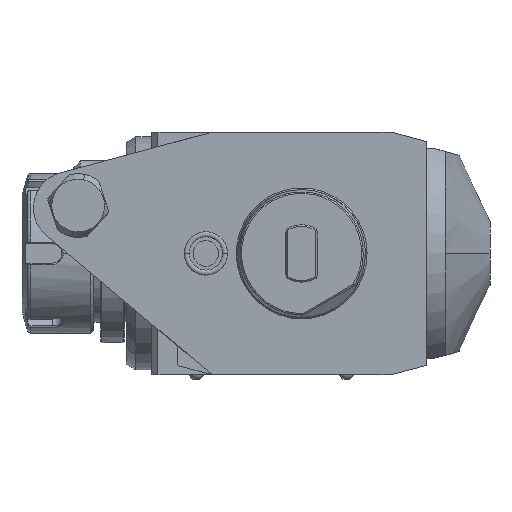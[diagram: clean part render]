
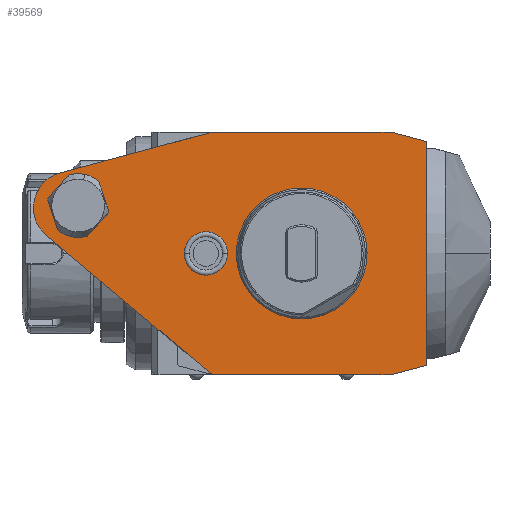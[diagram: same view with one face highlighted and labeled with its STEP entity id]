
A CAD part, front view. The second image highlights one B-rep face of the part: STEP entity #39569.
In plain terms, the highlighted planar face has unit normal (0, -1, 0).
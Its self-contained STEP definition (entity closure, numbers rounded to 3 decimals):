
#1=DIRECTION('',(-0.966,0.,-0.259));
#2=VECTOR('',#1,49.264);
#3=CARTESIAN_POINT('',(-28.,0.,38.));
#4=LINE('',#3,#2);
#5=DIRECTION('',(-1.,0.,0.));
#6=VECTOR('',#5,56.);
#7=CARTESIAN_POINT('',(28.,0.,38.));
#8=LINE('',#7,#6);
#9=DIRECTION('',(-0.966,0.,0.259));
#10=VECTOR('',#9,11.388);
#11=CARTESIAN_POINT('',(39.,0.,35.053));
#12=LINE('',#11,#10);
#13=DIRECTION('',(0.,0.,1.));
#14=VECTOR('',#13,70.105);
#15=CARTESIAN_POINT('',(39.,0.,-35.053));
#16=LINE('',#15,#14);
#17=DIRECTION('',(0.966,0.,0.259));
#18=VECTOR('',#17,11.388);
#19=CARTESIAN_POINT('',(28.,0.,-38.));
#20=LINE('',#19,#18);
#21=DIRECTION('',(1.,0.,0.));
#22=VECTOR('',#21,56.);
#23=CARTESIAN_POINT('',(-28.,0.,-38.));
#24=LINE('',#23,#22);
#25=DIRECTION('',(0.766,0.,-0.643));
#26=VECTOR('',#25,67.809);
#27=CARTESIAN_POINT('',(-79.945,0.,5.587));
#28=LINE('',#27,#26);
#29=CARTESIAN_POINT('',(-72.647,0.,14.283));
#30=DIRECTION('',(0.,-1.,0.));
#31=DIRECTION('',(-0.259,0.,0.966));
#32=AXIS2_PLACEMENT_3D('',#29,#30,#31);
#34=CARTESIAN_POINT('',(-30.,0.,0.));
#35=DIRECTION('',(0.,1.,0.));
#36=DIRECTION('',(-1.,0.,0.));
#37=AXIS2_PLACEMENT_3D('',#34,#35,#36);
#39=CARTESIAN_POINT('',(-30.,0.,0.));
#40=DIRECTION('',(0.,1.,0.));
#41=DIRECTION('',(1.,0.,0.));
#42=AXIS2_PLACEMENT_3D('',#39,#40,#41);
#29117=CARTESIAN_POINT('',(-70.,0.,15.));
#29118=DIRECTION('',(0.,-1.,0.));
#29119=DIRECTION('',(0.647,0.,0.763));
#29120=AXIS2_PLACEMENT_3D('',#29117,#29118,#29119);
#29140=DIRECTION('',(0.307,0.,-0.952));
#29141=VECTOR('',#29140,10.175);
#29142=CARTESIAN_POINT('',(-63.531,0.,22.626));
#29143=LINE('',#29142,#29141);
#29144=DIRECTION('',(-0.67,0.,-0.742));
#29145=VECTOR('',#29144,10.175);
#29146=CARTESIAN_POINT('',(-60.403,0.,12.943));
#29147=LINE('',#29146,#29145);
#29152=CARTESIAN_POINT('',(-70.,0.,15.));
#29153=DIRECTION('',(0.,-1.,0.));
#29154=DIRECTION('',(-0.647,0.,-0.763));
#29155=AXIS2_PLACEMENT_3D('',#29152,#29153,#29154);
#29175=DIRECTION('',(-0.307,0.,0.952));
#29176=VECTOR('',#29175,10.175);
#29177=CARTESIAN_POINT('',(-76.469,0.,7.374));
#29178=LINE('',#29177,#29176);
#29179=DIRECTION('',(0.67,0.,0.742));
#29180=VECTOR('',#29179,10.175);
#29181=CARTESIAN_POINT('',(-79.597,0.,17.057));
#29182=LINE('',#29181,#29180);
#29365=CARTESIAN_POINT('',(0.,0.,0.));
#29366=DIRECTION('',(0.,1.,0.));
#29367=DIRECTION('',(1.,0.,0.));
#29368=AXIS2_PLACEMENT_3D('',#29365,#29366,#29367);
#29370=CARTESIAN_POINT('',(0.,0.,0.));
#29371=DIRECTION('',(0.,1.,0.));
#29372=DIRECTION('',(-1.,0.,0.));
#29373=AXIS2_PLACEMENT_3D('',#29370,#29371,#29372);
#30905=CARTESIAN_POINT('',(-36.8,0.,0.));
#30906=CARTESIAN_POINT('',(-23.2,0.,0.));
#30907=VERTEX_POINT('',#30905);
#30908=VERTEX_POINT('',#30906);
#39345=CARTESIAN_POINT('',(-28.,0.,-38.));
#39346=CARTESIAN_POINT('',(28.,0.,-38.));
#39347=VERTEX_POINT('',#39345);
#39348=VERTEX_POINT('',#39346);
#39349=CARTESIAN_POINT('',(39.,0.,-35.053));
#39350=VERTEX_POINT('',#39349);
#39351=CARTESIAN_POINT('',(39.,0.,35.053));
#39352=VERTEX_POINT('',#39351);
#39353=CARTESIAN_POINT('',(28.,0.,38.));
#39354=VERTEX_POINT('',#39353);
#39355=CARTESIAN_POINT('',(-28.,0.,38.));
#39356=VERTEX_POINT('',#39355);
#39357=CARTESIAN_POINT('',(-75.585,0.,25.25));
#39358=VERTEX_POINT('',#39357);
#39359=CARTESIAN_POINT('',(-79.945,0.,
5.587));
#39360=VERTEX_POINT('',#39359);
#39389=CARTESIAN_POINT('',(19.853,0.,0.));
#39390=CARTESIAN_POINT('',(-19.853,0.,0.));
#39391=VERTEX_POINT('',#39389);
#39392=VERTEX_POINT('',#39390);
#39401=CARTESIAN_POINT('',(-63.531,0.,22.626));
#39402=CARTESIAN_POINT('',(-72.776,0.,24.607));
#39403=VERTEX_POINT('',#39401);
#39404=VERTEX_POINT('',#39402);
#39405=CARTESIAN_POINT('',(-76.469,0.,7.374));
#39406=CARTESIAN_POINT('',(-67.224,0.,5.393));
#39407=VERTEX_POINT('',#39405);
#39408=VERTEX_POINT('',#39406);
#39409=CARTESIAN_POINT('',(-79.597,0.,17.057));
#39410=VERTEX_POINT('',#39409);
#39411=CARTESIAN_POINT('',(-60.403,0.,12.943));
#39412=VERTEX_POINT('',#39411);
#39520=CARTESIAN_POINT('',(0.,0.,0.));
#39521=DIRECTION('',(0.,-1.,0.));
#39522=DIRECTION('',(-1.,0.,0.));
#39523=AXIS2_PLACEMENT_3D('',#39520,#39521,#39522);
#39524=PLANE('',#39523);
#39526=ORIENTED_EDGE('',*,*,#39525,.F.);
#39528=ORIENTED_EDGE('',*,*,#39527,.F.);
#39530=ORIENTED_EDGE('',*,*,#39529,.F.);
#39532=ORIENTED_EDGE('',*,*,#39531,.F.);
#39534=ORIENTED_EDGE('',*,*,#39533,.F.);
#39536=ORIENTED_EDGE('',*,*,#39535,.F.);
#39538=ORIENTED_EDGE('',*,*,#39537,.F.);
#39540=ORIENTED_EDGE('',*,*,#39539,.F.);
#39541=EDGE_LOOP('',(#39526,#39528,#39530,#39532,#39534,#39536,#39538,#39540));
#39542=FACE_OUTER_BOUND('',#39541,.F.);
#39544=ORIENTED_EDGE('',*,*,#39543,.T.);
#39546=ORIENTED_EDGE('',*,*,#39545,.F.);
#39548=ORIENTED_EDGE('',*,*,#39547,.F.);
#39550=ORIENTED_EDGE('',*,*,#39549,.T.);
#39552=ORIENTED_EDGE('',*,*,#39551,.F.);
#39554=ORIENTED_EDGE('',*,*,#39553,.F.);
#39555=EDGE_LOOP('',(#39544,#39546,#39548,#39550,#39552,#39554));
#39556=FACE_BOUND('',#39555,.F.);
#39558=ORIENTED_EDGE('',*,*,#39557,.F.);
#39560=ORIENTED_EDGE('',*,*,#39559,.F.);
#39561=EDGE_LOOP('',(#39558,#39560));
#39562=FACE_BOUND('',#39561,.F.);
#39564=ORIENTED_EDGE('',*,*,#39563,.F.);
#39566=ORIENTED_EDGE('',*,*,#39565,.F.);
#39567=EDGE_LOOP('',(#39564,#39566));
#39568=FACE_BOUND('',#39567,.F.);
#33=CIRCLE('',#32,11.353);
#38=CIRCLE('',#37,6.8);
#43=CIRCLE('',#42,6.8);
#29121=CIRCLE('',#29120,10.);
#29156=CIRCLE('',#29155,10.);
#29369=CIRCLE('',#29368,19.853);
#29374=CIRCLE('',#29373,19.853);
#39525=EDGE_CURVE('',#39356,#39358,#4,.T.);
#39527=EDGE_CURVE('',#39354,#39356,#8,.T.);
#39529=EDGE_CURVE('',#39352,#39354,#12,.T.);
#39531=EDGE_CURVE('',#39350,#39352,#16,.T.);
#39533=EDGE_CURVE('',#39348,#39350,#20,.T.);
#39535=EDGE_CURVE('',#39347,#39348,#24,.T.);
#39537=EDGE_CURVE('',#39360,#39347,#28,.T.);
#39539=EDGE_CURVE('',#39358,#39360,#33,.T.);
#39543=EDGE_CURVE('',#39403,#39404,#29121,.T.);
#39545=EDGE_CURVE('',#39410,#39404,#29182,.T.);
#39547=EDGE_CURVE('',#39407,#39410,#29178,.T.);
#39549=EDGE_CURVE('',#39407,#39408,#29156,.T.);
#39551=EDGE_CURVE('',#39412,#39408,#29147,.T.);
#39553=EDGE_CURVE('',#39403,#39412,#29143,.T.);
#39557=EDGE_CURVE('',#39391,#39392,#29369,.T.);
#39559=EDGE_CURVE('',#39392,#39391,#29374,.T.);
#39563=EDGE_CURVE('',#30907,#30908,#38,.T.);
#39565=EDGE_CURVE('',#30908,#30907,#43,.T.);
#39569=ADVANCED_FACE('',(#39542,#39556,#39562,#39568),#39524,.T.);
